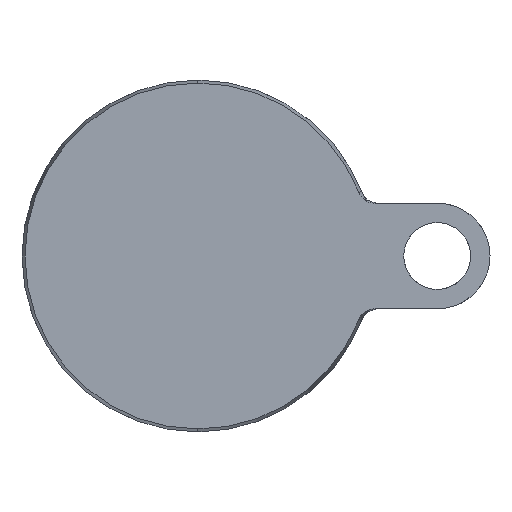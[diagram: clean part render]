
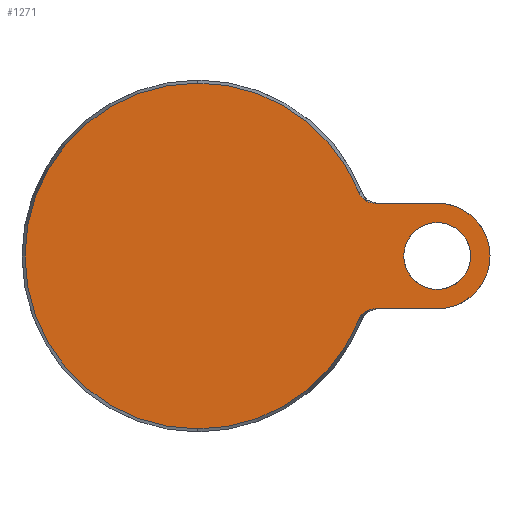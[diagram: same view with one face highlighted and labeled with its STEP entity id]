
A CAD part, front view. The second image highlights one B-rep face of the part: STEP entity #1271.
In plain terms, the highlighted planar face has unit normal (0, -1, 0).
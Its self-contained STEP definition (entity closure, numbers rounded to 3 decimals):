
#4 = VERTEX_POINT ( 'NONE', #1159 ) ;
#40 = B_SPLINE_CURVE_WITH_KNOTS ( 'NONE', 3,
 ( #589, #1067, #1459, #1319, #193, #970, #1445, #311, #709, #688, #1199, #569, #179, #700, #81, #327 ),
 .UNSPECIFIED., .F., .F.,
 ( 4, 2, 2, 2, 2, 2, 2, 4 ),
 ( 0., 0.001, 0.002, 0.003, 0.004, 0.004, 0.005, 0.006 ),
 .UNSPECIFIED. ) ;
#41 = CARTESIAN_POINT ( 'NONE',  ( -49.143, 0., 0. ) ) ;
#53 = ORIENTED_EDGE ( 'NONE', *, *, #707, .F. ) ;
#54 = DIRECTION ( 'NONE',  ( 0., 0., 1. ) ) ;
#57 = CARTESIAN_POINT ( 'NONE',  ( 68., 0., 15. ) ) ;
#64 = CARTESIAN_POINT ( 'NONE',  ( 46.58, 0., 16.677 ) ) ;
#81 = CARTESIAN_POINT ( 'NONE',  ( 50.113, 0., -15. ) ) ;
#128 = DIRECTION ( 'NONE',  ( 1., 0., 0. ) ) ;
#143 = CARTESIAN_POINT ( 'NONE',  ( 68., 0., -15. ) ) ;
#146 = AXIS2_PLACEMENT_3D ( 'NONE', #1255, #1618, #242 ) ;
#149 = EDGE_CURVE ( 'NONE', #1170, #881, #40, .T. ) ;
#159 = EDGE_CURVE ( 'NONE', #1064, #472, #275, .T. ) ;
#175 = ORIENTED_EDGE ( 'NONE', *, *, #909, .T. ) ;
#179 = CARTESIAN_POINT ( 'NONE',  ( 49.363, 0., -15.093 ) ) ;
#180 = DIRECTION ( 'NONE',  ( 0., 0., -1. ) ) ;
#193 = CARTESIAN_POINT ( 'NONE',  ( 46.749, 0., -16.497 ) ) ;
#198 = AXIS2_PLACEMENT_3D ( 'NONE', #1210, #679, #1190 ) ;
#210 = LINE ( 'NONE', #1364, #804 ) ;
#211 = EDGE_CURVE ( 'NONE', #271, #1301, #1247, .T. ) ;
#224 = AXIS2_PLACEMENT_3D ( 'NONE', #1483, #636, #1298 ) ;
#233 = DIRECTION ( 'NONE',  ( -1., 0., 0. ) ) ;
#237 = ORIENTED_EDGE ( 'NONE', *, *, #1451, .T. ) ;
#242 = DIRECTION ( 'NONE',  ( 0., 0., 1. ) ) ;
#251 = CARTESIAN_POINT ( 'NONE',  ( 15., 0., 15. ) ) ;
#271 = VERTEX_POINT ( 'NONE', #476 ) ;
#275 = CIRCLE ( 'NONE', #668, 49.143 ) ;
#280 = AXIS2_PLACEMENT_3D ( 'NONE', #666, #795, #54 ) ;
#311 = CARTESIAN_POINT ( 'NONE',  ( 47.73, 0., -15.726 ) ) ;
#315 = VERTEX_POINT ( 'NONE', #1610 ) ;
#320 = CARTESIAN_POINT ( 'NONE',  ( 48.644, 0., 15.292 ) ) ;
#321 = EDGE_CURVE ( 'NONE', #718, #1170, #885, .T. ) ;
#327 = CARTESIAN_POINT ( 'NONE',  ( 50.366, 0., -15. ) ) ;
#451 = CARTESIAN_POINT ( 'NONE',  ( 46.108, 0., 17.258 ) ) ;
#463 = CARTESIAN_POINT ( 'NONE',  ( 47.322, 0., 16. ) ) ;
#472 = VERTEX_POINT ( 'NONE', #1198 ) ;
#476 = CARTESIAN_POINT ( 'NONE',  ( 50.366, 0., 15. ) ) ;
#569 = CARTESIAN_POINT ( 'NONE',  ( 49.116, 0., -15.149 ) ) ;
#578 = CARTESIAN_POINT ( 'NONE',  ( 49.366, 0., 15.074 ) ) ;
#589 = CARTESIAN_POINT ( 'NONE',  ( 45.66, 0., -18.169 ) ) ;
#590 = CARTESIAN_POINT ( 'NONE',  ( 47.122, 0., 16.157 ) ) ;
#597 = CARTESIAN_POINT ( 'NONE',  ( 0., 0., -49.143 ) ) ;
#609 = EDGE_CURVE ( 'NONE', #472, #718, #943, .T. ) ;
#626 = CARTESIAN_POINT ( 'NONE',  ( 50.366, 0., -15. ) ) ;
#633 = ORIENTED_EDGE ( 'NONE', *, *, #1493, .T. ) ;
#636 = DIRECTION ( 'NONE',  ( 0., -1., 0. ) ) ;
#663 = CARTESIAN_POINT ( 'NONE',  ( 45.66, 0., -18.169 ) ) ;
#666 = CARTESIAN_POINT ( 'NONE',  ( 68., 0., 0. ) ) ;
#668 = AXIS2_PLACEMENT_3D ( 'NONE', #1101, #1582, #1225 ) ;
#679 = DIRECTION ( 'NONE',  ( 0., -1., 0. ) ) ;
#688 = CARTESIAN_POINT ( 'NONE',  ( 48.405, 0., -15.385 ) ) ;
#700 = CARTESIAN_POINT ( 'NONE',  ( 49.862, 0., -15.019 ) ) ;
#707 = EDGE_CURVE ( 'NONE', #1614, #881, #210, .T. ) ;
#709 = CARTESIAN_POINT ( 'NONE',  ( 47.952, 0., -15.6 ) ) ;
#717 = CARTESIAN_POINT ( 'NONE',  ( 47.955, 0., 15.598 ) ) ;
#718 = VERTEX_POINT ( 'NONE', #597 ) ;
#771 = CARTESIAN_POINT ( 'NONE',  ( 68., 0., 0. ) ) ;
#795 = DIRECTION ( 'NONE',  ( 0., 1., 0. ) ) ;
#799 = DIRECTION ( 'NONE',  ( 0., 1., 0. ) ) ;
#800 = ORIENTED_EDGE ( 'NONE', *, *, #159, .T. ) ;
#804 = VECTOR ( 'NONE', #233, 1000. ) ;
#813 = CARTESIAN_POINT ( 'NONE',  ( 45.66, 0., 18.169 ) ) ;
#881 = VERTEX_POINT ( 'NONE', #626 ) ;
#885 = CIRCLE ( 'NONE', #224, 49.143 ) ;
#909 = EDGE_CURVE ( 'NONE', #4, #315, #1625, .T. ) ;
#911 = PLANE ( 'NONE',  #1071 ) ;
#943 = CIRCLE ( 'NONE', #198, 49.143 ) ;
#961 = CARTESIAN_POINT ( 'NONE',  ( 49.86, 0., 15. ) ) ;
#970 = CARTESIAN_POINT ( 'NONE',  ( 47.118, 0., -16.16 ) ) ;
#1005 = ORIENTED_EDGE ( 'NONE', *, *, #321, .T. ) ;
#1054 = FACE_OUTER_BOUND ( 'NONE', #1174, .T. ) ;
#1064 = VERTEX_POINT ( 'NONE', #1273 ) ;
#1067 = CARTESIAN_POINT ( 'NONE',  ( 45.848, 0., -17.699 ) ) ;
#1068 = CARTESIAN_POINT ( 'NONE',  ( 45.848, 0., 17.699 ) ) ;
#1071 = AXIS2_PLACEMENT_3D ( 'NONE', #41, #1525, #1306 ) ;
#1101 = CARTESIAN_POINT ( 'NONE',  ( 0., 0., 0. ) ) ;
#1103 = CARTESIAN_POINT ( 'NONE',  ( 48.407, 0., 15.384 ) ) ;
#1159 = CARTESIAN_POINT ( 'NONE',  ( 68., 0., -9.5 ) ) ;
#1170 = VERTEX_POINT ( 'NONE', #663 ) ;
#1174 = EDGE_LOOP ( 'NONE', ( #1362, #237, #800, #1293, #1005, #1581, #53, #1495 ) ) ;
#1190 = DIRECTION ( 'NONE',  ( 0., 0., -1. ) ) ;
#1198 = CARTESIAN_POINT ( 'NONE',  ( 0., 0., 49.143 ) ) ;
#1199 = CARTESIAN_POINT ( 'NONE',  ( 48.637, 0., -15.295 ) ) ;
#1210 = CARTESIAN_POINT ( 'NONE',  ( 0., 0., 0. ) ) ;
#1225 = DIRECTION ( 'NONE',  ( 0., 0., -1. ) ) ;
#1226 = CARTESIAN_POINT ( 'NONE',  ( 46.751, 0., 16.495 ) ) ;
#1247 = LINE ( 'NONE', #251, #1536 ) ;
#1255 = CARTESIAN_POINT ( 'NONE',  ( 68., 0., 0. ) ) ;
#1265 = EDGE_CURVE ( 'NONE', #1301, #1614, #1378, .T. ) ;
#1271 = ADVANCED_FACE ( 'NONE', ( #1054, #1421 ), #911, .F. ) ;
#1273 = CARTESIAN_POINT ( 'NONE',  ( 45.66, 0., 18.169 ) ) ;
#1288 = B_SPLINE_CURVE_WITH_KNOTS ( 'NONE', 3,
 ( #1453, #961, #578, #320, #1103, #717, #1460, #463, #590, #1226, #64, #451, #1068, #813 ),
 .UNSPECIFIED., .F., .F.,
 ( 4, 2, 2, 2, 2, 2, 4 ),
 ( 0., 0.001, 0.002, 0.003, 0.004, 0.004, 0.006 ),
 .UNSPECIFIED. ) ;
#1293 = ORIENTED_EDGE ( 'NONE', *, *, #609, .T. ) ;
#1298 = DIRECTION ( 'NONE',  ( 0., 0., -1. ) ) ;
#1301 = VERTEX_POINT ( 'NONE', #57 ) ;
#1306 = DIRECTION ( 'NONE',  ( 0., 0., 1. ) ) ;
#1319 = CARTESIAN_POINT ( 'NONE',  ( 46.575, 0., -16.681 ) ) ;
#1362 = ORIENTED_EDGE ( 'NONE', *, *, #211, .F. ) ;
#1364 = CARTESIAN_POINT ( 'NONE',  ( 15., 0., -15. ) ) ;
#1378 = CIRCLE ( 'NONE', #1407, 15. ) ;
#1407 = AXIS2_PLACEMENT_3D ( 'NONE', #771, #799, #180 ) ;
#1421 = FACE_BOUND ( 'NONE', #1567, .T. ) ;
#1445 = CARTESIAN_POINT ( 'NONE',  ( 47.314, 0., -16.005 ) ) ;
#1451 = EDGE_CURVE ( 'NONE', #271, #1064, #1288, .T. ) ;
#1453 = CARTESIAN_POINT ( 'NONE',  ( 50.366, 0., 15. ) ) ;
#1459 = CARTESIAN_POINT ( 'NONE',  ( 46.1, 0., -17.269 ) ) ;
#1460 = CARTESIAN_POINT ( 'NONE',  ( 47.738, 0., 15.721 ) ) ;
#1483 = CARTESIAN_POINT ( 'NONE',  ( 0., 0., 0. ) ) ;
#1493 = EDGE_CURVE ( 'NONE', #315, #4, #1570, .T. ) ;
#1495 = ORIENTED_EDGE ( 'NONE', *, *, #1265, .F. ) ;
#1525 = DIRECTION ( 'NONE',  ( 0., 1., 0. ) ) ;
#1536 = VECTOR ( 'NONE', #128, 1000. ) ;
#1567 = EDGE_LOOP ( 'NONE', ( #175, #633 ) ) ;
#1570 = CIRCLE ( 'NONE', #146, 9.5 ) ;
#1581 = ORIENTED_EDGE ( 'NONE', *, *, #149, .T. ) ;
#1582 = DIRECTION ( 'NONE',  ( 0., -1., 0. ) ) ;
#1610 = CARTESIAN_POINT ( 'NONE',  ( 68., 0., 9.5 ) ) ;
#1614 = VERTEX_POINT ( 'NONE', #143 ) ;
#1618 = DIRECTION ( 'NONE',  ( 0., 1., 0. ) ) ;
#1625 = CIRCLE ( 'NONE', #280, 9.5 ) ;
